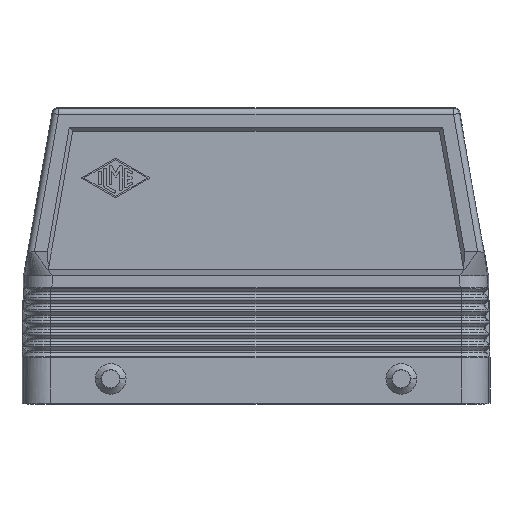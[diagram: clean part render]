
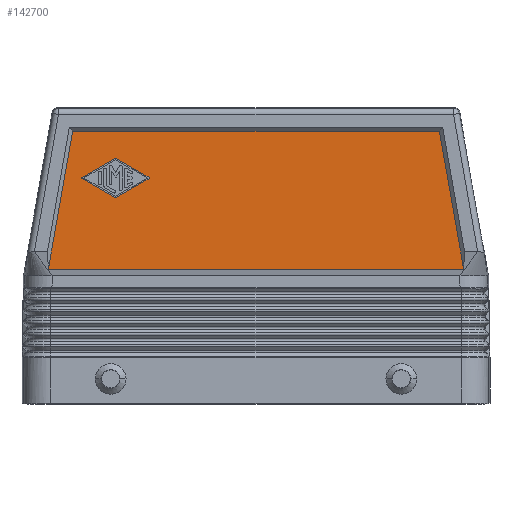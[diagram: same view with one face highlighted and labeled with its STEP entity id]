
A CAD part, left-side view. The second image highlights one B-rep face of the part: STEP entity #142700.
In plain terms, the highlighted planar face has unit normal (-1, 0, 0).
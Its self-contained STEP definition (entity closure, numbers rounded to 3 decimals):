
#141340=CARTESIAN_POINT('',(374.083,-22.843,
34.87));
#141350=VERTEX_POINT('',#141340);
#141380=CARTESIAN_POINT('',(374.083,-26.831,
12.233));
#141390=DIRECTION('',(0.,0.174,0.985));
#141400=VECTOR('',#141390,1.);
#141410=LINE('',#141380,#141400);
#141420=CARTESIAN_POINT('',(374.083,-16.613,
70.233));
#141430=VERTEX_POINT('',#141420);
#141440=EDGE_CURVE('',#141350,#141430,#141410,.T.);
#141700=CARTESIAN_POINT('',(374.083,-12.317,
48.893));
#141710=DIRECTION('',(1.,0.,0.));
#141720=DIRECTION('',(0.,1.,0.));
#141730=AXIS2_PLACEMENT_3D('',#141700,#141710,#141720);
#141740=PLANE('',#141730);
#141750=CARTESIAN_POINT('',(374.083,57.907,
58.233));
#141760=DIRECTION('',(-1.,0.,0.));
#141770=DIRECTION('',(0.,-1.,0.));
#141780=AXIS2_PLACEMENT_3D('',#141750,#141760,#141770);
#141790=CIRCLE('',#141780,0.167);
#141800=CARTESIAN_POINT('',(374.083,57.824,
58.088));
#141810=VERTEX_POINT('',#141800);
#141820=CARTESIAN_POINT('',(374.083,57.824,
58.377));
#141830=VERTEX_POINT('',#141820);
#141840=EDGE_CURVE('',#141810,#141830,#141790,.T.);
#141850=ORIENTED_EDGE('',*,*,#141840,.F.);
#141860=CARTESIAN_POINT('',(374.083,70.873,
65.836));
#141870=DIRECTION('',(0.,-0.868,-0.496));
#141880=VECTOR('',#141870,1.);
#141890=LINE('',#141860,#141880);
#141900=CARTESIAN_POINT('',(374.083,66.241,
63.188));
#141910=VERTEX_POINT('',#141900);
#141920=EDGE_CURVE('',#141910,#141830,#141890,.T.);
#141930=ORIENTED_EDGE('',*,*,#141920,.T.);
#141940=CARTESIAN_POINT('',(374.083,66.406,
62.899));
#141950=DIRECTION('',(-1.,0.,0.));
#141960=DIRECTION('',(0.,-1.,0.));
#141970=AXIS2_PLACEMENT_3D('',#141940,#141950,#141960);
#141980=CIRCLE('',#141970,0.333);
#141990=CARTESIAN_POINT('',(374.083,66.572,
63.188));
#142000=VERTEX_POINT('',#141990);
#142010=EDGE_CURVE('',#141910,#142000,#141980,.T.);
#142020=ORIENTED_EDGE('',*,*,#142010,.F.);
#142030=CARTESIAN_POINT('',(374.083,70.873,
60.73));
#142040=DIRECTION('',(0.,-0.868,0.496));
#142050=VECTOR('',#142040,1.);
#142060=LINE('',#142030,#142050);
#142070=CARTESIAN_POINT('',(374.083,74.988,
58.377));
#142080=VERTEX_POINT('',#142070);
#142090=EDGE_CURVE('',#142080,#142000,#142060,.T.);
#142100=ORIENTED_EDGE('',*,*,#142090,.T.);
#142110=CARTESIAN_POINT('',(374.083,74.905,
58.233));
#142120=DIRECTION('',(-1.,0.,0.));
#142130=DIRECTION('',(0.,-1.,0.));
#142140=AXIS2_PLACEMENT_3D('',#142110,#142120,#142130);
#142150=CIRCLE('',#142140,0.167);
#142160=CARTESIAN_POINT('',(374.083,74.988,
58.088));
#142170=VERTEX_POINT('',#142160);
#142180=EDGE_CURVE('',#142080,#142170,#142150,.T.);
#142190=ORIENTED_EDGE('',*,*,#142180,.F.);
#142200=CARTESIAN_POINT('',(374.083,70.873,
55.735));
#142210=DIRECTION('',(0.,0.868,0.496));
#142220=VECTOR('',#142210,1.);
#142230=LINE('',#142200,#142220);
#142240=CARTESIAN_POINT('',(374.083,66.572,
53.277));
#142250=VERTEX_POINT('',#142240);
#142260=EDGE_CURVE('',#142250,#142170,#142230,.T.);
#142270=ORIENTED_EDGE('',*,*,#142260,.T.);
#142280=CARTESIAN_POINT('',(374.083,66.406,
53.566));
#142290=DIRECTION('',(-1.,0.,0.));
#142300=DIRECTION('',(0.,-1.,0.));
#142310=AXIS2_PLACEMENT_3D('',#142280,#142290,#142300);
#142320=CIRCLE('',#142310,0.333);
#142330=CARTESIAN_POINT('',(374.083,66.241,
53.277));
#142340=VERTEX_POINT('',#142330);
#142350=EDGE_CURVE('',#142250,#142340,#142320,.T.);
#142360=ORIENTED_EDGE('',*,*,#142350,.F.);
#142370=CARTESIAN_POINT('',(374.083,70.873,
50.63));
#142380=DIRECTION('',(0.,0.868,-0.496));
#142390=VECTOR('',#142380,1.);
#142400=LINE('',#142370,#142390);
#142410=EDGE_CURVE('',#141810,#142340,#142400,.T.);
#142420=ORIENTED_EDGE('',*,*,#142410,.T.);
#142430=EDGE_LOOP('',(#142420,#142360,#142270,#142190,#142100,#142020,
#141930,#141850));
#142440=FACE_BOUND('',#142430,.T.);
#142450=CARTESIAN_POINT('',(374.083,44.373,
34.87));
#142460=DIRECTION('',(0.,1.,0.));
#142470=VECTOR('',#142460,1.);
#142480=LINE('',#142450,#142470);
#142490=CARTESIAN_POINT('',(374.083,83.656,
34.87));
#142500=VERTEX_POINT('',#142490);
#142510=EDGE_CURVE('',#141350,#142500,#142480,.T.);
#142520=ORIENTED_EDGE('',*,*,#142510,.F.);
#142530=CARTESIAN_POINT('',(374.083,87.644,
12.233));
#142540=DIRECTION('',(0.,-0.174,0.985));
#142550=VECTOR('',#142540,1.);
#142560=LINE('',#142530,#142550);
#142570=CARTESIAN_POINT('',(374.083,77.426,
70.233));
#142580=VERTEX_POINT('',#142570);
#142590=EDGE_CURVE('',#142500,#142580,#142560,.T.);
#142600=ORIENTED_EDGE('',*,*,#142590,.F.);
#142610=CARTESIAN_POINT('',(374.083,44.373,
70.233));
#142620=DIRECTION('',(0.,1.,0.));
#142630=VECTOR('',#142620,1.);
#142640=LINE('',#142610,#142630);
#142650=EDGE_CURVE('',#141430,#142580,#142640,.T.);
#142660=ORIENTED_EDGE('',*,*,#142650,.T.);
#142670=ORIENTED_EDGE('',*,*,#141440,.T.);
#142680=EDGE_LOOP('',(#142670,#142660,#142600,#142520));
#142690=FACE_OUTER_BOUND('',#142680,.T.);
#142700=ADVANCED_FACE('',(#142440,#142690),#141740,.F.);
